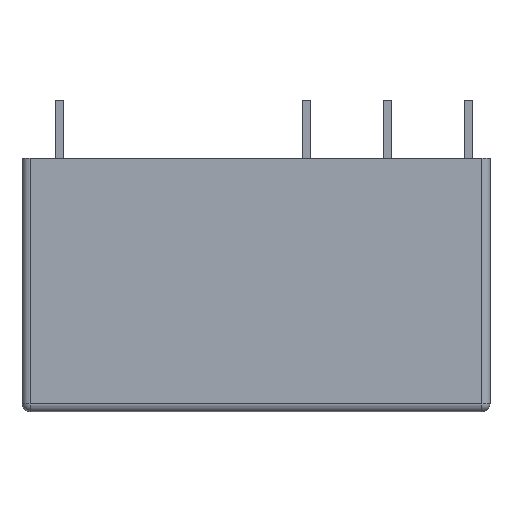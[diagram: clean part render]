
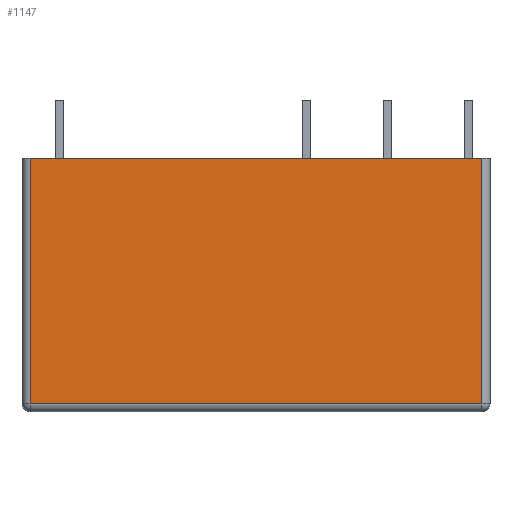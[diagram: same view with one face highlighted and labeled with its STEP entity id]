
A CAD part, front view. The second image highlights one B-rep face of the part: STEP entity #1147.
In plain terms, the highlighted planar face has unit normal (0, -1, 0).
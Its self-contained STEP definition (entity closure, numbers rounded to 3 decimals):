
#157=DIRECTION('',(1.,0.,0.));
#158=VECTOR('',#157,28.);
#159=CARTESIAN_POINT('',(-14.,-6.35,0.));
#160=LINE('',#159,#158);
#376=DIRECTION('',(-1.,0.,0.));
#377=VECTOR('',#376,28.);
#378=CARTESIAN_POINT('',(14.,-6.35,-15.2));
#379=LINE('',#378,#377);
#380=DIRECTION('',(0.,0.,-1.));
#381=VECTOR('',#380,15.2);
#382=CARTESIAN_POINT('',(-14.,-6.35,0.));
#383=LINE('',#382,#381);
#389=DIRECTION('',(0.,0.,-1.));
#390=VECTOR('',#389,15.2);
#391=CARTESIAN_POINT('',(14.,-6.35,0.));
#392=LINE('',#391,#390);
#732=CARTESIAN_POINT('',(-14.,-6.35,0.));
#733=VERTEX_POINT('',#732);
#734=CARTESIAN_POINT('',(14.,-6.35,0.));
#735=VERTEX_POINT('',#734);
#807=CARTESIAN_POINT('',(14.,-6.35,-15.2));
#809=VERTEX_POINT('',#807);
#814=CARTESIAN_POINT('',(-14.,-6.35,-15.2));
#815=VERTEX_POINT('',#814);
#1135=CARTESIAN_POINT('',(-14.,-6.35,0.));
#1136=DIRECTION('',(0.,-1.,0.));
#1137=DIRECTION('',(1.,0.,0.));
#1138=AXIS2_PLACEMENT_3D('',#1135,#1136,#1137);
#1139=PLANE('',#1138);
#1140=ORIENTED_EDGE('',*,*,#1090,.T.);
#1141=ORIENTED_EDGE('',*,*,#1118,.F.);
#1142=ORIENTED_EDGE('',*,*,#925,.T.);
#1144=ORIENTED_EDGE('',*,*,#1143,.T.);
#1145=EDGE_LOOP('',(#1140,#1141,#1142,#1144));
#1146=FACE_OUTER_BOUND('',#1145,.F.);
#925=EDGE_CURVE('',#733,#735,#160,.T.);
#1090=EDGE_CURVE('',#809,#815,#379,.T.);
#1118=EDGE_CURVE('',#733,#815,#383,.T.);
#1143=EDGE_CURVE('',#735,#809,#392,.T.);
#1147=ADVANCED_FACE('',(#1146),#1139,.T.);
